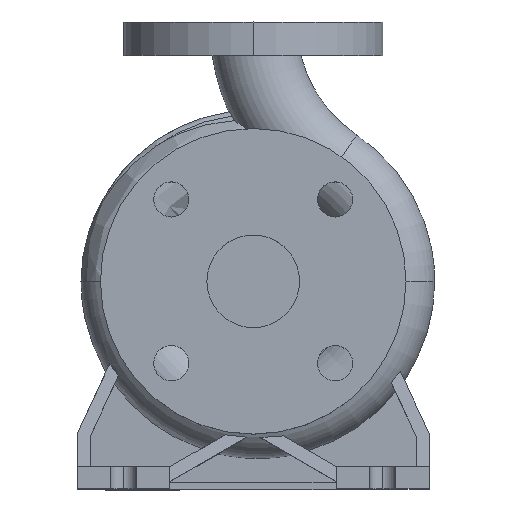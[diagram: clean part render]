
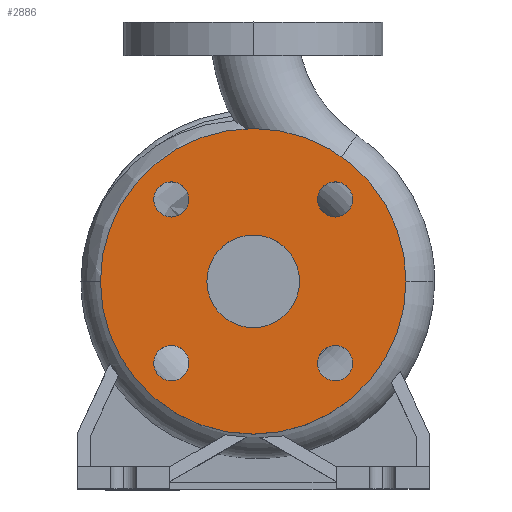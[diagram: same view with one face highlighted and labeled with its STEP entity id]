
A CAD part, top view. The second image highlights one B-rep face of the part: STEP entity #2886.
In plain terms, the highlighted planar face has unit normal (0, 0, 1).
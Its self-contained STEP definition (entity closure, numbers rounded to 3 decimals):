
#44 = CARTESIAN_POINT ( 'NONE',  ( 0., -25., 80. ) ) ;
#118 = DIRECTION ( 'NONE',  ( 0., 0., -1. ) ) ;
#140 = DIRECTION ( 'NONE',  ( 0., -1., 0. ) ) ;
#143 = DIRECTION ( 'NONE',  ( 0., 0., 1. ) ) ;
#214 = EDGE_CURVE ( 'NONE', #964, #2346, #5149, .T. ) ;
#220 = EDGE_LOOP ( 'NONE', ( #5681, #4236 ) ) ;
#250 = AXIS2_PLACEMENT_3D ( 'NONE', #984, #2552, #3367 ) ;
#346 = AXIS2_PLACEMENT_3D ( 'NONE', #4899, #143, #589 ) ;
#432 = CARTESIAN_POINT ( 'NONE',  ( -44.194, 44.194, 80. ) ) ;
#468 = EDGE_CURVE ( 'NONE', #4012, #1356, #4128, .T. ) ;
#492 = VERTEX_POINT ( 'NONE', #5094 ) ;
#529 = EDGE_CURVE ( 'NONE', #1356, #4012, #3820, .T. ) ;
#561 = CIRCLE ( 'NONE', #4071, 82.5 ) ;
#589 = DIRECTION ( 'NONE',  ( 1., 0., 0. ) ) ;
#616 = DIRECTION ( 'NONE',  ( 0., 0., 1. ) ) ;
#737 = ORIENTED_EDGE ( 'NONE', *, *, #529, .F. ) ;
#791 = EDGE_CURVE ( 'NONE', #4456, #5652, #6065, .T. ) ;
#908 = VERTEX_POINT ( 'NONE', #3797 ) ;
#912 = DIRECTION ( 'NONE',  ( 0., 0., 1. ) ) ;
#933 = FACE_BOUND ( 'NONE', #3457, .T. ) ;
#964 = VERTEX_POINT ( 'NONE', #5742 ) ;
#984 = CARTESIAN_POINT ( 'NONE',  ( -44.194, -44.194, 80. ) ) ;
#996 = DIRECTION ( 'NONE',  ( 0., -1., 0. ) ) ;
#1046 = CARTESIAN_POINT ( 'NONE',  ( 34.694, 44.194, 80. ) ) ;
#1053 = DIRECTION ( 'NONE',  ( 0., 0., 1. ) ) ;
#1095 = CARTESIAN_POINT ( 'NONE',  ( 0., 25., 80. ) ) ;
#1119 = AXIS2_PLACEMENT_3D ( 'NONE', #5720, #912, #2954 ) ;
#1203 = CARTESIAN_POINT ( 'NONE',  ( 44.194, -44.194, 80. ) ) ;
#1211 = EDGE_CURVE ( 'NONE', #5806, #3691, #3825, .T. ) ;
#1214 = AXIS2_PLACEMENT_3D ( 'NONE', #432, #1431, #3252 ) ;
#1284 = PLANE ( 'NONE',  #2434 ) ;
#1321 = AXIS2_PLACEMENT_3D ( 'NONE', #4808, #3855, #996 ) ;
#1356 = VERTEX_POINT ( 'NONE', #1095 ) ;
#1401 = FACE_BOUND ( 'NONE', #5288, .T. ) ;
#1407 = DIRECTION ( 'NONE',  ( 0., -1., 0. ) ) ;
#1431 = DIRECTION ( 'NONE',  ( 0., 0., 1. ) ) ;
#1450 = CIRCLE ( 'NONE', #1557, 9.5 ) ;
#1454 = AXIS2_PLACEMENT_3D ( 'NONE', #2524, #1053, #140 ) ;
#1533 = CARTESIAN_POINT ( 'NONE',  ( 0., 82.5, 80. ) ) ;
#1552 = CARTESIAN_POINT ( 'NONE',  ( 53.694, 44.194, 80. ) ) ;
#1557 = AXIS2_PLACEMENT_3D ( 'NONE', #1203, #3115, #1702 ) ;
#1702 = DIRECTION ( 'NONE',  ( 0., -1., 0. ) ) ;
#1969 = DIRECTION ( 'NONE',  ( 0., 1., 0. ) ) ;
#2062 = ORIENTED_EDGE ( 'NONE', *, *, #468, .F. ) ;
#2106 = EDGE_LOOP ( 'NONE', ( #3710, #4694 ) ) ;
#2288 = EDGE_LOOP ( 'NONE', ( #5977, #4589 ) ) ;
#2346 = VERTEX_POINT ( 'NONE', #6229 ) ;
#2372 = FACE_BOUND ( 'NONE', #220, .T. ) ;
#2376 = DIRECTION ( 'NONE',  ( 0., 0., 1. ) ) ;
#2434 = AXIS2_PLACEMENT_3D ( 'NONE', #3918, #118, #1969 ) ;
#2459 = CIRCLE ( 'NONE', #2961, 9.5 ) ;
#2524 = CARTESIAN_POINT ( 'NONE',  ( -44.194, 44.194, 80. ) ) ;
#2552 = DIRECTION ( 'NONE',  ( 0., 0., 1. ) ) ;
#2886 = ADVANCED_FACE ( 'NONE', ( #5737, #1401, #5258, #933, #2372, #6240 ), #1284, .F. ) ;
#2950 = CIRCLE ( 'NONE', #250, 9.5 ) ;
#2954 = DIRECTION ( 'NONE',  ( 0., -1., 0. ) ) ;
#2961 = AXIS2_PLACEMENT_3D ( 'NONE', #4418, #616, #4389 ) ;
#3020 = AXIS2_PLACEMENT_3D ( 'NONE', #4079, #6026, #5961 ) ;
#3115 = DIRECTION ( 'NONE',  ( 0., 0., 1. ) ) ;
#3252 = DIRECTION ( 'NONE',  ( 0., -1., 0. ) ) ;
#3367 = DIRECTION ( 'NONE',  ( 0., -1., 0. ) ) ;
#3457 = EDGE_LOOP ( 'NONE', ( #5655, #3648 ) ) ;
#3508 = VERTEX_POINT ( 'NONE', #6213 ) ;
#3590 = EDGE_LOOP ( 'NONE', ( #5949, #4605 ) ) ;
#3648 = ORIENTED_EDGE ( 'NONE', *, *, #5697, .F. ) ;
#3691 = VERTEX_POINT ( 'NONE', #1533 ) ;
#3693 = DIRECTION ( 'NONE',  ( 0., 0., 1. ) ) ;
#3710 = ORIENTED_EDGE ( 'NONE', *, *, #1211, .T. ) ;
#3713 = DIRECTION ( 'NONE',  ( 0., 0., 1. ) ) ;
#3797 = CARTESIAN_POINT ( 'NONE',  ( -44.194, -34.694, 80. ) ) ;
#3820 = CIRCLE ( 'NONE', #1119, 25. ) ;
#3825 = CIRCLE ( 'NONE', #1321, 82.5 ) ;
#3855 = DIRECTION ( 'NONE',  ( 0., 0., 1. ) ) ;
#3908 = CARTESIAN_POINT ( 'NONE',  ( 0., -82.5, 80. ) ) ;
#3918 = CARTESIAN_POINT ( 'NONE',  ( 0., 82.5, 80. ) ) ;
#3986 = EDGE_CURVE ( 'NONE', #5652, #4456, #5996, .T. ) ;
#4012 = VERTEX_POINT ( 'NONE', #44 ) ;
#4071 = AXIS2_PLACEMENT_3D ( 'NONE', #4219, #3693, #6143 ) ;
#4079 = CARTESIAN_POINT ( 'NONE',  ( 0., 0., 80. ) ) ;
#4128 = CIRCLE ( 'NONE', #3020, 25. ) ;
#4219 = CARTESIAN_POINT ( 'NONE',  ( 0., 0., 80. ) ) ;
#4236 = ORIENTED_EDGE ( 'NONE', *, *, #4448, .F. ) ;
#4389 = DIRECTION ( 'NONE',  ( 0., -1., 0. ) ) ;
#4418 = CARTESIAN_POINT ( 'NONE',  ( 44.194, -44.194, 80. ) ) ;
#4436 = AXIS2_PLACEMENT_3D ( 'NONE', #5650, #3713, #6162 ) ;
#4448 = EDGE_CURVE ( 'NONE', #908, #5545, #2950, .T. ) ;
#4456 = VERTEX_POINT ( 'NONE', #1046 ) ;
#4589 = ORIENTED_EDGE ( 'NONE', *, *, #5031, .F. ) ;
#4605 = ORIENTED_EDGE ( 'NONE', *, *, #791, .F. ) ;
#4678 = CARTESIAN_POINT ( 'NONE',  ( -44.194, -53.694, 80. ) ) ;
#4694 = ORIENTED_EDGE ( 'NONE', *, *, #5193, .T. ) ;
#4808 = CARTESIAN_POINT ( 'NONE',  ( 0., 0., 80. ) ) ;
#4899 = CARTESIAN_POINT ( 'NONE',  ( 44.194, 44.194, 80. ) ) ;
#5031 = EDGE_CURVE ( 'NONE', #492, #3508, #1450, .T. ) ;
#5094 = CARTESIAN_POINT ( 'NONE',  ( 44.194, -34.694, 80. ) ) ;
#5149 = CIRCLE ( 'NONE', #1214, 9.5 ) ;
#5193 = EDGE_CURVE ( 'NONE', #3691, #5806, #561, .T. ) ;
#5258 = FACE_OUTER_BOUND ( 'NONE', #2106, .T. ) ;
#5288 = EDGE_LOOP ( 'NONE', ( #2062, #737 ) ) ;
#5291 = CIRCLE ( 'NONE', #5703, 9.5 ) ;
#5386 = EDGE_CURVE ( 'NONE', #5545, #908, #5291, .T. ) ;
#5397 = CIRCLE ( 'NONE', #1454, 9.5 ) ;
#5545 = VERTEX_POINT ( 'NONE', #4678 ) ;
#5607 = EDGE_CURVE ( 'NONE', #3508, #492, #2459, .T. ) ;
#5650 = CARTESIAN_POINT ( 'NONE',  ( 44.194, 44.194, 80. ) ) ;
#5652 = VERTEX_POINT ( 'NONE', #1552 ) ;
#5655 = ORIENTED_EDGE ( 'NONE', *, *, #214, .F. ) ;
#5681 = ORIENTED_EDGE ( 'NONE', *, *, #5386, .F. ) ;
#5697 = EDGE_CURVE ( 'NONE', #2346, #964, #5397, .T. ) ;
#5703 = AXIS2_PLACEMENT_3D ( 'NONE', #5741, #2376, #1407 ) ;
#5720 = CARTESIAN_POINT ( 'NONE',  ( 0., 0., 80. ) ) ;
#5737 = FACE_BOUND ( 'NONE', #3590, .T. ) ;
#5741 = CARTESIAN_POINT ( 'NONE',  ( -44.194, -44.194, 80. ) ) ;
#5742 = CARTESIAN_POINT ( 'NONE',  ( -44.194, 34.694, 80. ) ) ;
#5806 = VERTEX_POINT ( 'NONE', #3908 ) ;
#5949 = ORIENTED_EDGE ( 'NONE', *, *, #3986, .F. ) ;
#5961 = DIRECTION ( 'NONE',  ( 0., -1., 0. ) ) ;
#5977 = ORIENTED_EDGE ( 'NONE', *, *, #5607, .F. ) ;
#5996 = CIRCLE ( 'NONE', #346, 9.5 ) ;
#6026 = DIRECTION ( 'NONE',  ( 0., 0., 1. ) ) ;
#6065 = CIRCLE ( 'NONE', #4436, 9.5 ) ;
#6143 = DIRECTION ( 'NONE',  ( 0., -1., 0. ) ) ;
#6162 = DIRECTION ( 'NONE',  ( 1., 0., 0. ) ) ;
#6213 = CARTESIAN_POINT ( 'NONE',  ( 44.194, -53.694, 80. ) ) ;
#6229 = CARTESIAN_POINT ( 'NONE',  ( -44.194, 53.694, 80. ) ) ;
#6240 = FACE_BOUND ( 'NONE', #2288, .T. ) ;
